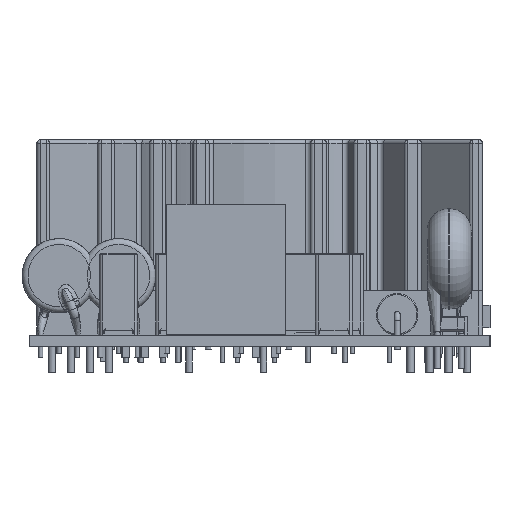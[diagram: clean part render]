
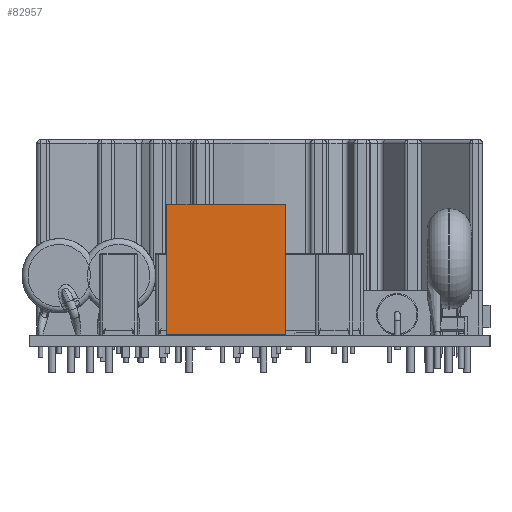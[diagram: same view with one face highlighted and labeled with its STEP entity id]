
A CAD part, left-side view. The second image highlights one B-rep face of the part: STEP entity #82957.
In plain terms, the highlighted planar face has unit normal (-1, 0, 0).
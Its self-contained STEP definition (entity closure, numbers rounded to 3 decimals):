
#5606=PLANE('',#89644);
#8502=FACE_OUTER_BOUND('',#13861,.T.);
#13861=EDGE_LOOP('',(#61292,#61293,#61294,#61295));
#19544=LINE('',#125894,#26838);
#19552=LINE('',#125910,#26846);
#19554=LINE('',#125913,#26848);
#19555=LINE('',#125914,#26849);
#26838=VECTOR('',#101339,1.);
#26846=VECTOR('',#101351,1.);
#26848=VECTOR('',#101355,1.);
#26849=VECTOR('',#101356,1.);
#37547=VERTEX_POINT('',#125892);
#37548=VERTEX_POINT('',#125893);
#37553=VERTEX_POINT('',#125907);
#37554=VERTEX_POINT('',#125909);
#46317=EDGE_CURVE('',#37547,#37548,#19544,.T.);
#46325=EDGE_CURVE('',#37554,#37553,#19552,.T.);
#46327=EDGE_CURVE('',#37553,#37548,#19554,.T.);
#46328=EDGE_CURVE('',#37554,#37547,#19555,.T.);
#61292=ORIENTED_EDGE('',*,*,#46325,.T.);
#61293=ORIENTED_EDGE('',*,*,#46327,.T.);
#61294=ORIENTED_EDGE('',*,*,#46317,.F.);
#61295=ORIENTED_EDGE('',*,*,#46328,.F.);
#82957=ADVANCED_FACE('',(#8502),#5606,.T.);
#89644=AXIS2_PLACEMENT_3D('',#125912,#101353,#101354);
#101339=DIRECTION('',(0.,0.,1.));
#101351=DIRECTION('',(0.,0.,1.));
#101353=DIRECTION('center_axis',(-1.,0.,0.));
#101354=DIRECTION('ref_axis',(0.,1.,0.));
#101355=DIRECTION('',(0.,1.,0.));
#101356=DIRECTION('',(0.,1.,0.));
#125892=CARTESIAN_POINT('',(-2.5,13.,0.));
#125893=CARTESIAN_POINT('',(-2.5,13.,17.5));
#125894=CARTESIAN_POINT('',(-2.5,13.,0.));
#125907=CARTESIAN_POINT('',(-2.5,-3.,17.5));
#125909=CARTESIAN_POINT('',(-2.5,-3.,0.));
#125910=CARTESIAN_POINT('',(-2.5,-3.,0.));
#125912=CARTESIAN_POINT('Origin',(-2.5,-3.,0.));
#125913=CARTESIAN_POINT('',(-2.5,-3.,17.5));
#125914=CARTESIAN_POINT('',(-2.5,-3.,0.));
